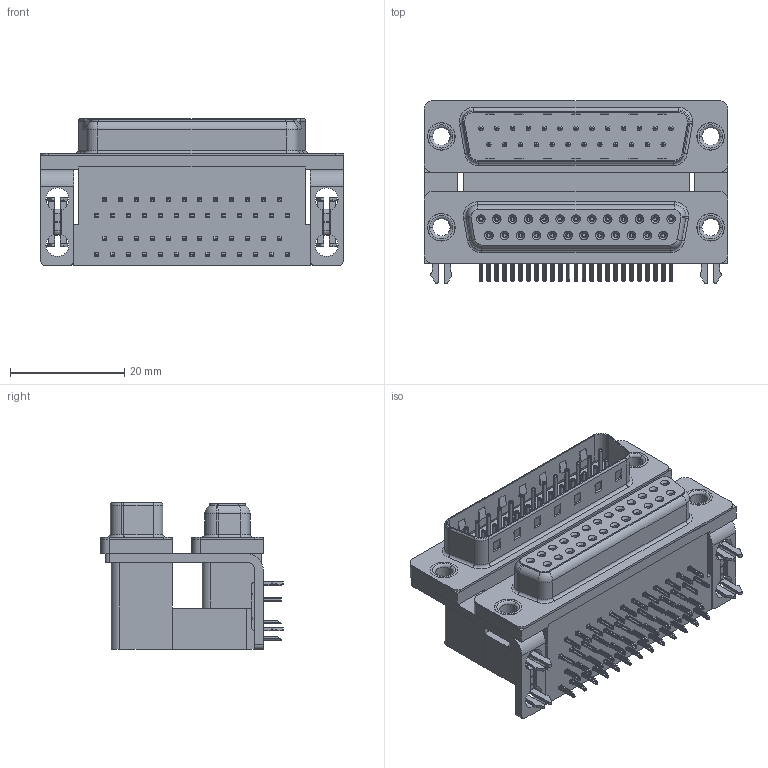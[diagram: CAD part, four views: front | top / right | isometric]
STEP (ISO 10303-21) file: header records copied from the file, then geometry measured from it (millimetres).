
FILE_DESCRIPTION (( 'STEP AP203' ), '1' );
FILE_NAME ('663-025-264-034.STEP', '2022-06-18T00:52:38', ( '' ), ( '' ), 'SwSTEP 2.0', 'SolidWorks 2020', '' );
FILE_SCHEMA (( 'CONFIG_CONTROL_DESIGN' ));
Length unit declared in the file: millimetre
Products named in the file (13): 663 Contact Top Lower; 663-025-264-034; 663 Shell Receptacle_25 Contacts; 663 Thru Hole Rivet; 663 Housing Spacer_25 Contacts L; 663 Contact Bottom Lower; 663 Mounting Bracket_2ProngL; 663 Contact Bottom Upper_L; 663 Shell Plug_25 Contacts; 663 Housing Lower_25 Contacts; 663 Housing Upper_25 Contacts L; 663 2 Prong Board Lock_3; 663 Contact Top Upper_L
Assembly tree (63 placements, depth 2):
  663-025-264-034
    663 Housing Lower_25 Contacts
    663 Housing Spacer_25 Contacts L
    663 Housing Upper_25 Contacts L
    663 Shell Receptacle_25 Contacts
    663 Shell Plug_25 Contacts
    663 Contact Bottom Lower  x12
    663 Contact Top Lower  x13
    663 Contact Bottom Upper_L  x12
    663 Contact Top Upper_L  x13
    663 Mounting Bracket_2ProngL  x2
    663 2 Prong Board Lock_3  x2
    663 Thru Hole Rivet  x4
Bounding box: 53.04 x 31.93 x 25.6 mm (x, y, z)
Volume: 21607.2 mm3; surface area: 23226.8 mm2
Topology: 63 solids, 63 shells, 6271 faces, 16163 edges, 10105 vertices
Faces by surface type: plane 3359, cylinder 1557, bspline 852, cone 300, torus 203
Entity records: 54995 total; most frequent: CARTESIAN_POINT 12193, ORIENTED_EDGE 8320, DIRECTION 8013, EDGE_CURVE 4160, LINE 3053, VECTOR 3053, VERTEX_POINT 2675, AXIS2_PLACEMENT_3D 2480
